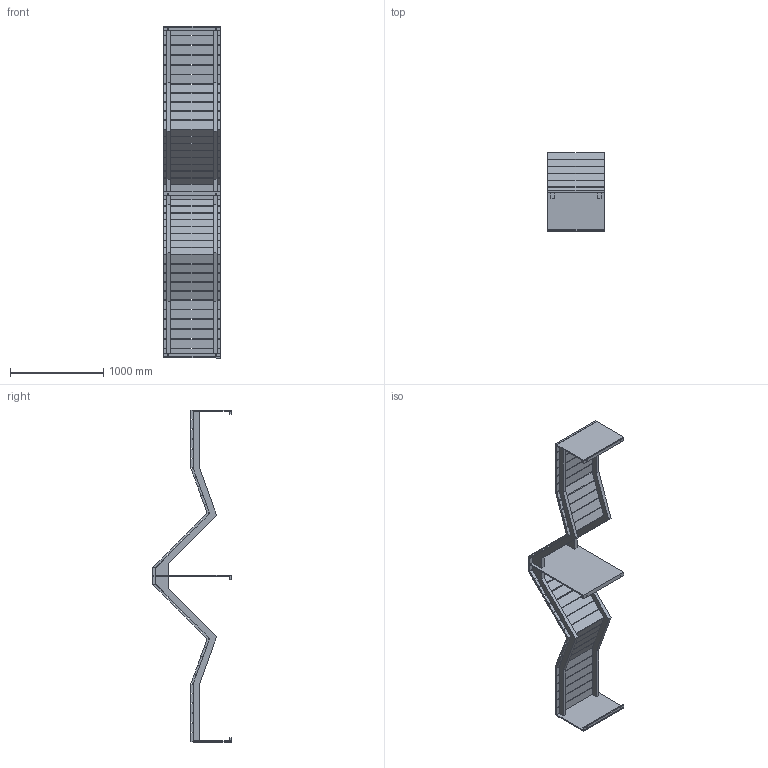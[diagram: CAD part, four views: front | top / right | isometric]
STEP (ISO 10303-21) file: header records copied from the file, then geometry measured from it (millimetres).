
FILE_DESCRIPTION (( 'STEP AP203' ), '1' );
FILE_NAME ('MO-1686-CL-DD.STEP', '2022-04-27T20:01:38', ( '' ), ( '' ), 'SwSTEP 2.0', 'SolidWorks 2020', '' );
FILE_SCHEMA (( 'CONFIG_CONTROL_DESIGN' ));
Length unit declared in the file: inch
Products named in the file (1): MO-1686-CL-DD
Bounding box: 609.6 x 840.11 x 3562.35 mm (x, y, z)
Volume: 90185911.7 mm3; surface area: 10034736.1 mm2
Topology: 49 solids, 49 shells, 343 faces, 735 edges, 490 vertices
Faces by surface type: plane 320, cylinder 23
Entity records: 9122 total; most frequent: CARTESIAN_POINT 1569, ORIENTED_EDGE 1470, DIRECTION 1469, EDGE_CURVE 735, LINE 689, VECTOR 689, VERTEX_POINT 490, AXIS2_PLACEMENT_3D 390
